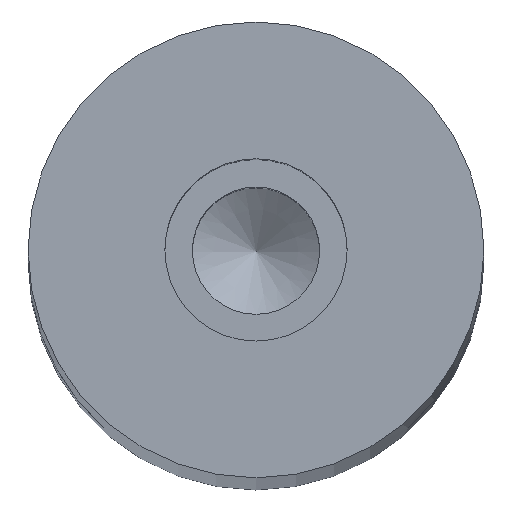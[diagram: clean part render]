
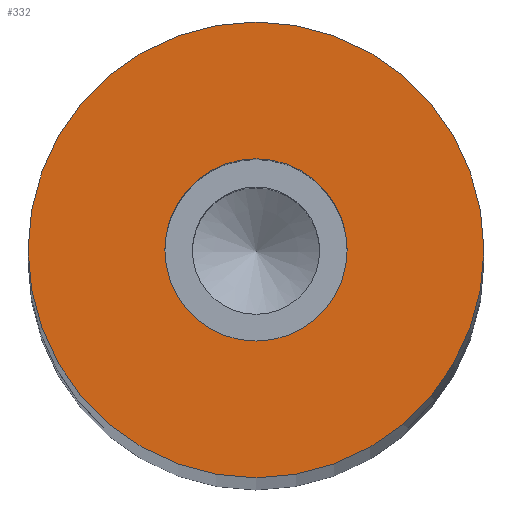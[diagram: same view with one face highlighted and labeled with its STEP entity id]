
A CAD part, top view. The second image highlights one B-rep face of the part: STEP entity #332.
In plain terms, the highlighted planar face has unit normal (0, 0, 1).
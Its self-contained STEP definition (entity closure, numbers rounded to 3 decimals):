
#21=FACE_BOUND('',#88,.T.);
#33=PLANE('',#396);
#60=FACE_OUTER_BOUND('',#87,.T.);
#87=EDGE_LOOP('',(#306));
#88=EDGE_LOOP('',(#307));
#152=CIRCLE('',#391,6.);
#153=CIRCLE('',#394,15.);
#181=VERTEX_POINT('',#583);
#182=VERTEX_POINT('',#589);
#219=EDGE_CURVE('',#181,#181,#152,.T.);
#222=EDGE_CURVE('',#182,#182,#153,.T.);
#306=ORIENTED_EDGE('',*,*,#222,.T.);
#307=ORIENTED_EDGE('',*,*,#219,.T.);
#332=ADVANCED_FACE('',(#60,#21),#33,.T.);
#391=AXIS2_PLACEMENT_3D('',#584,#486,#487);
#394=AXIS2_PLACEMENT_3D('',#590,#494,#495);
#396=AXIS2_PLACEMENT_3D('',#595,#500,#501);
#486=DIRECTION('center_axis',(0.,0.,-1.));
#487=DIRECTION('ref_axis',(1.,0.,0.));
#494=DIRECTION('center_axis',(0.,0.,1.));
#495=DIRECTION('ref_axis',(1.,0.,0.));
#500=DIRECTION('center_axis',(0.,0.,1.));
#501=DIRECTION('ref_axis',(1.,0.,0.));
#583=CARTESIAN_POINT('',(-6.,0.,460.));
#584=CARTESIAN_POINT('Origin',(0.,0.,460.));
#589=CARTESIAN_POINT('',(-15.,0.,460.));
#590=CARTESIAN_POINT('Origin',(0.,0.,460.));
#595=CARTESIAN_POINT('Origin',(0.,0.,460.));
